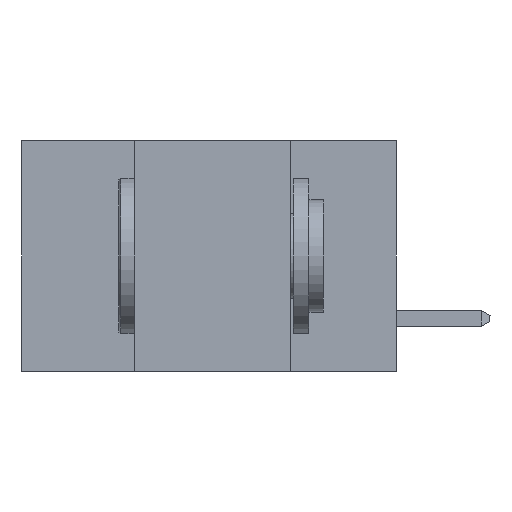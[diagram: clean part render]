
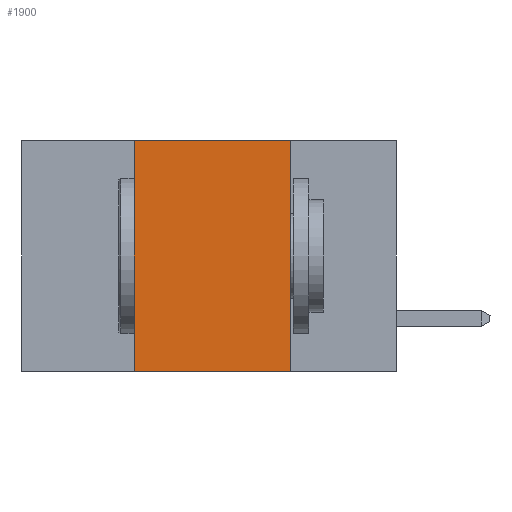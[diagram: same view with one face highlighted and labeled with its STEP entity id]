
A CAD part, left-side view. The second image highlights one B-rep face of the part: STEP entity #1900.
In plain terms, the highlighted planar face has unit normal (-1, 0, 0).
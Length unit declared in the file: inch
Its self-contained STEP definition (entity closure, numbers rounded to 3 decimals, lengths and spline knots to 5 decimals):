
#145 = LINE ( 'NONE', #14493, #15186 ) ;
#525 = VERTEX_POINT ( 'NONE', #16573 ) ;
#1900 = ADVANCED_FACE ( 'NONE', ( #4432 ), #11554, .F. ) ;
#2250 = LINE ( 'NONE', #6431, #22220 ) ;
#2392 = CARTESIAN_POINT ( 'NONE',  ( 0., 0.17, -0.37 ) ) ;
#2577 = ORIENTED_EDGE ( 'NONE', *, *, #13620, .F. ) ;
#3477 = VERTEX_POINT ( 'NONE', #20741 ) ;
#4432 = FACE_OUTER_BOUND ( 'NONE', #14356, .T. ) ;
#4517 = VERTEX_POINT ( 'NONE', #8270 ) ;
#4900 = CARTESIAN_POINT ( 'NONE',  ( 0., 0.6, 0. ) ) ;
#5933 = ORIENTED_EDGE ( 'NONE', *, *, #18990, .F. ) ;
#6060 = DIRECTION ( 'NONE',  ( 0., 0., 1. ) ) ;
#6100 = ORIENTED_EDGE ( 'NONE', *, *, #23045, .T. ) ;
#6431 = CARTESIAN_POINT ( 'NONE',  ( 0., 0.42, -0.37 ) ) ;
#6867 = DIRECTION ( 'NONE',  ( 0., -1., 0. ) ) ;
#8270 = CARTESIAN_POINT ( 'NONE',  ( 0., 0.17, 0. ) ) ;
#9074 = VECTOR ( 'NONE', #6867, 39.37008 ) ;
#9685 = EDGE_CURVE ( 'NONE', #14190, #3477, #2250, .T. ) ;
#9942 = DIRECTION ( 'NONE',  ( 0., 0., -1. ) ) ;
#10332 = CARTESIAN_POINT ( 'NONE',  ( 0., 0.6, 0. ) ) ;
#10364 = VECTOR ( 'NONE', #16029, 39.37008 ) ;
#11554 = PLANE ( 'NONE',  #14379 ) ;
#11610 = LINE ( 'NONE', #2392, #10364 ) ;
#13620 = EDGE_CURVE ( 'NONE', #3477, #4517, #19364, .T. ) ;
#14190 = VERTEX_POINT ( 'NONE', #18037 ) ;
#14356 = EDGE_LOOP ( 'NONE', ( #5933, #2577, #22057, #6100 ) ) ;
#14379 = AXIS2_PLACEMENT_3D ( 'NONE', #10332, #19693, #9942 ) ;
#14493 = CARTESIAN_POINT ( 'NONE',  ( 0., 0.6, -0.37 ) ) ;
#15186 = VECTOR ( 'NONE', #16420, 39.37008 ) ;
#16029 = DIRECTION ( 'NONE',  ( 0., 0., -1. ) ) ;
#16420 = DIRECTION ( 'NONE',  ( 0., -1., 0. ) ) ;
#16573 = CARTESIAN_POINT ( 'NONE',  ( 0., 0.17, -0.37 ) ) ;
#18037 = CARTESIAN_POINT ( 'NONE',  ( 0., 0.42, -0.37 ) ) ;
#18990 = EDGE_CURVE ( 'NONE', #4517, #525, #11610, .T. ) ;
#19364 = LINE ( 'NONE', #4900, #9074 ) ;
#19693 = DIRECTION ( 'NONE',  ( 1., 0., 0. ) ) ;
#20741 = CARTESIAN_POINT ( 'NONE',  ( 0., 0.42, 0. ) ) ;
#22057 = ORIENTED_EDGE ( 'NONE', *, *, #9685, .F. ) ;
#22220 = VECTOR ( 'NONE', #6060, 39.37008 ) ;
#23045 = EDGE_CURVE ( 'NONE', #14190, #525, #145, .T. ) ;
